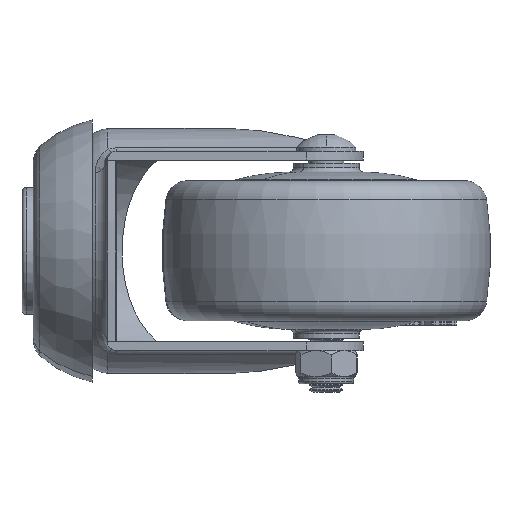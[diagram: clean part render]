
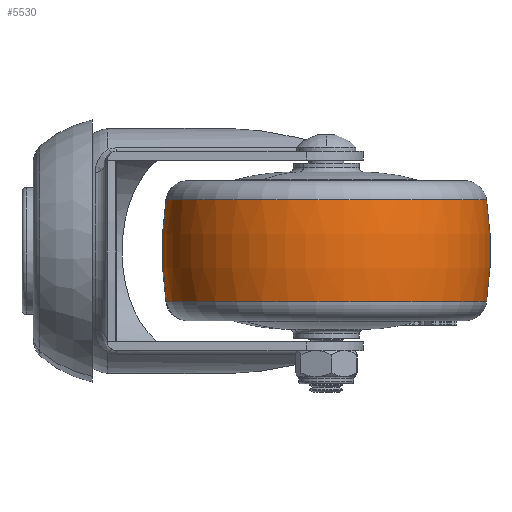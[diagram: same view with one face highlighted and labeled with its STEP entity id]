
A CAD part, left-side view. The second image highlights one B-rep face of the part: STEP entity #5530.
In plain terms, the highlighted toroidal (fillet/blend) face has major radius 48.583 mm and minor radius 86.083 mm.
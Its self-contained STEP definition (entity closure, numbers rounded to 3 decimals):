
#134 = CARTESIAN_POINT ( 'NONE',  ( -26., -58., -11.628 ) ) ;
#510 = CIRCLE ( 'NONE', #1086, 86.083 ) ;
#841 = AXIS2_PLACEMENT_3D ( 'NONE', #12226, #28316, #913 ) ;
#913 = DIRECTION ( 'NONE',  ( 0.11, -0.994, 0. ) ) ;
#1052 = AXIS2_PLACEMENT_3D ( 'NONE', #29502, #24739, #6263 ) ;
#1086 = AXIS2_PLACEMENT_3D ( 'NONE', #7412, #9847, #9754 ) ;
#1685 = TOROIDAL_SURFACE ( 'NONE', #841, -48.583, 86.083 ) ;
#2024 = CARTESIAN_POINT ( 'NONE',  ( -21.971, -94.482, -11.628 ) ) ;
#4776 = VERTEX_POINT ( 'NONE', #18691 ) ;
#5530 = ADVANCED_FACE ( 'NONE', ( #15081 ), #1685, .T. ) ;
#5688 = CIRCLE ( 'NONE', #1052, 86.083 ) ;
#6263 = DIRECTION ( 'NONE',  ( -0.11, 0.994, 0. ) ) ;
#6291 = CIRCLE ( 'NONE', #13682, 36.704 ) ;
#6924 = DIRECTION ( 'NONE',  ( 0.11, -0.994, 0. ) ) ;
#7412 = CARTESIAN_POINT ( 'NONE',  ( -31.333, -9.71, 0.05 ) ) ;
#8859 = ORIENTED_EDGE ( 'NONE', *, *, #24934, .T. ) ;
#9407 = VERTEX_POINT ( 'NONE', #26274 ) ;
#9754 = DIRECTION ( 'NONE',  ( 0.11, -0.994, 0. ) ) ;
#9847 = DIRECTION ( 'NONE',  ( -0.994, -0.11, 0. ) ) ;
#10587 = VERTEX_POINT ( 'NONE', #12013 ) ;
#12013 = CARTESIAN_POINT ( 'NONE',  ( -30.029, -21.518, -11.628 ) ) ;
#12226 = CARTESIAN_POINT ( 'NONE',  ( -26., -58., 0.05 ) ) ;
#12781 = CARTESIAN_POINT ( 'NONE',  ( -26., -58., 11.729 ) ) ;
#13081 = VERTEX_POINT ( 'NONE', #2024 ) ;
#13682 = AXIS2_PLACEMENT_3D ( 'NONE', #134, #14175, #6924 ) ;
#14175 = DIRECTION ( 'NONE',  ( 0., 0., 1. ) ) ;
#15081 = FACE_OUTER_BOUND ( 'NONE', #27265, .T. ) ;
#16655 = EDGE_CURVE ( 'NONE', #13081, #4776, #510, .T. ) ;
#18691 = CARTESIAN_POINT ( 'NONE',  ( -21.971, -94.482, 11.729 ) ) ;
#19020 = EDGE_CURVE ( 'NONE', #10587, #13081, #6291, .T. ) ;
#19275 = ORIENTED_EDGE ( 'NONE', *, *, #16655, .T. ) ;
#21549 = DIRECTION ( 'NONE',  ( 0., 0., -1. ) ) ;
#21620 = CIRCLE ( 'NONE', #26949, 36.704 ) ;
#24739 = DIRECTION ( 'NONE',  ( 0.994, 0.11, 0. ) ) ;
#24934 = EDGE_CURVE ( 'NONE', #4776, #9407, #21620, .T. ) ;
#25610 = EDGE_CURVE ( 'NONE', #10587, #9407, #5688, .T. ) ;
#26274 = CARTESIAN_POINT ( 'NONE',  ( -30.029, -21.518, 11.729 ) ) ;
#26893 = ORIENTED_EDGE ( 'NONE', *, *, #25610, .F. ) ;
#26949 = AXIS2_PLACEMENT_3D ( 'NONE', #12781, #21549, #28460 ) ;
#26953 = ORIENTED_EDGE ( 'NONE', *, *, #19020, .T. ) ;
#27265 = EDGE_LOOP ( 'NONE', ( #26893, #26953, #19275, #8859 ) ) ;
#28316 = DIRECTION ( 'NONE',  ( 0., 0., 1. ) ) ;
#28460 = DIRECTION ( 'NONE',  ( -0.11, 0.994, 0. ) ) ;
#29502 = CARTESIAN_POINT ( 'NONE',  ( -20.667, -106.29, 0.05 ) ) ;
